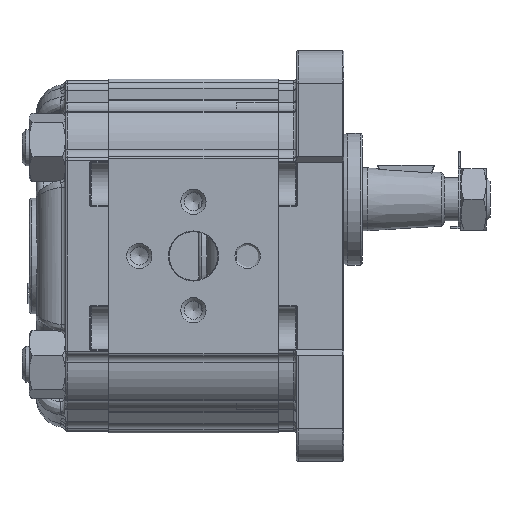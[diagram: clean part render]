
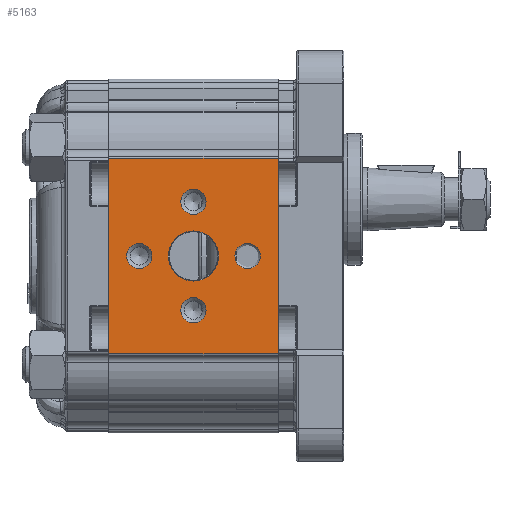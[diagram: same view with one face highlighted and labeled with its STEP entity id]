
A CAD part, left-side view. The second image highlights one B-rep face of the part: STEP entity #5163.
In plain terms, the highlighted planar face has unit normal (-1, 0, 0).
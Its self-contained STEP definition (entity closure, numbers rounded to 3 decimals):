
#5163 = ADVANCED_FACE( '', ( #10836, #10837, #10838, #10839, #10840, #10841 ), #10842, .T. );
#10836 = FACE_BOUND( '', #19244, .T. );
#10837 = FACE_BOUND( '', #19245, .T. );
#10838 = FACE_BOUND( '', #19246, .T. );
#10839 = FACE_BOUND( '', #19247, .T. );
#10840 = FACE_BOUND( '', #19248, .T. );
#10841 = FACE_OUTER_BOUND( '', #19249, .T. );
#10842 = PLANE( '', #19250 );
#19244 = EDGE_LOOP( '', ( #35489 ) );
#19245 = EDGE_LOOP( '', ( #35490 ) );
#19246 = EDGE_LOOP( '', ( #35491 ) );
#19247 = EDGE_LOOP( '', ( #35492 ) );
#19248 = EDGE_LOOP( '', ( #35493 ) );
#19249 = EDGE_LOOP( '', ( #35494, #35495, #35496, #35497 ) );
#19250 = AXIS2_PLACEMENT_3D( '', #35498, #35499, #35500 );
#35489 = ORIENTED_EDGE( '', *, *, #44434, .T. );
#35490 = ORIENTED_EDGE( '', *, *, #41914, .T. );
#35491 = ORIENTED_EDGE( '', *, *, #40971, .T. );
#35492 = ORIENTED_EDGE( '', *, *, #41543, .T. );
#35493 = ORIENTED_EDGE( '', *, *, #40066, .T. );
#35494 = ORIENTED_EDGE( '', *, *, #40398, .F. );
#35495 = ORIENTED_EDGE( '', *, *, #42146, .F. );
#35496 = ORIENTED_EDGE( '', *, *, #44008, .T. );
#35497 = ORIENTED_EDGE( '', *, *, #43115, .T. );
#35498 = CARTESIAN_POINT( '', ( -43., 47., 27.048 ) );
#35499 = DIRECTION( '', ( -1., 0., 0. ) );
#35500 = DIRECTION( '', ( 0., 0., 1. ) );
#40066 = EDGE_CURVE( '', #48218, #48218, #48219, .F. );
#40398 = EDGE_CURVE( '', #48789, #48791, #48792, .T. );
#40971 = EDGE_CURVE( '', #49671, #49671, #49672, .F. );
#41543 = EDGE_CURVE( '', #50534, #50534, #50535, .F. );
#41914 = EDGE_CURVE( '', #51063, #51063, #51064, .F. );
#42146 = EDGE_CURVE( '', #51401, #48789, #51403, .T. );
#43115 = EDGE_CURVE( '', #52679, #48791, #52680, .T. );
#44008 = EDGE_CURVE( '', #51401, #52679, #53731, .T. );
#44434 = EDGE_CURVE( '', #54189, #54189, #54190, .F. );
#48218 = VERTEX_POINT( '', #61214 );
#48219 = CIRCLE( '', #61215, 6.95 );
#48789 = VERTEX_POINT( '', #62246 );
#48791 = VERTEX_POINT( '', #62248 );
#48792 = LINE( '', #62249, #62250 );
#49671 = VERTEX_POINT( '', #64273 );
#49672 = CIRCLE( '', #64274, 3.5 );
#50534 = VERTEX_POINT( '', #66049 );
#50535 = CIRCLE( '', #66050, 3.5 );
#51063 = VERTEX_POINT( '', #66934 );
#51064 = CIRCLE( '', #66935, 3.5 );
#51401 = VERTEX_POINT( '', #67523 );
#51403 = LINE( '', #67525, #67526 );
#52679 = VERTEX_POINT( '', #70116 );
#52680 = LINE( '', #70117, #70118 );
#53731 = LINE( '', #72285, #72286 );
#54189 = VERTEX_POINT( '', #73220 );
#54190 = CIRCLE( '', #73221, 3.5 );
#61214 = CARTESIAN_POINT( '', ( -43., 23.5, 6.95 ) );
#61215 = AXIS2_PLACEMENT_3D( '', #76094, #76095, #76096 );
#62246 = CARTESIAN_POINT( '', ( -43., 0., 27.048 ) );
#62248 = CARTESIAN_POINT( '', ( -43., 0., -27.048 ) );
#62249 = CARTESIAN_POINT( '', ( -43., 0., 27.048 ) );
#62250 = VECTOR( '', #76506, 1000. );
#64273 = CARTESIAN_POINT( '', ( -43., 23.5, -11.5 ) );
#64274 = AXIS2_PLACEMENT_3D( '', #77174, #77175, #77176 );
#66049 = CARTESIAN_POINT( '', ( -43., 23.5, 18.5 ) );
#66050 = AXIS2_PLACEMENT_3D( '', #77803, #77804, #77805 );
#66934 = CARTESIAN_POINT( '', ( -43., 38.5, 3.5 ) );
#66935 = AXIS2_PLACEMENT_3D( '', #78217, #78218, #78219 );
#67523 = CARTESIAN_POINT( '', ( -43., 47., 27.048 ) );
#67525 = CARTESIAN_POINT( '', ( -43., 47., 27.048 ) );
#67526 = VECTOR( '', #78470, 1000. );
#70116 = CARTESIAN_POINT( '', ( -43., 47., -27.048 ) );
#70117 = CARTESIAN_POINT( '', ( -43., 47., -27.048 ) );
#70118 = VECTOR( '', #79462, 1000. );
#72285 = CARTESIAN_POINT( '', ( -43., 47., 27.048 ) );
#72286 = VECTOR( '', #80245, 1000. );
#73220 = CARTESIAN_POINT( '', ( -43., 8.5, 3.5 ) );
#73221 = AXIS2_PLACEMENT_3D( '', #80502, #80503, #80504 );
#76094 = CARTESIAN_POINT( '', ( -43., 23.5, 0. ) );
#76095 = DIRECTION( '', ( -1., 0., 0. ) );
#76096 = DIRECTION( '', ( 0., 0., 1. ) );
#76506 = DIRECTION( '', ( 0., 0., -1. ) );
#77174 = CARTESIAN_POINT( '', ( -43., 23.5, -15. ) );
#77175 = DIRECTION( '', ( -1., 0., 0. ) );
#77176 = DIRECTION( '', ( 0., 0., 1. ) );
#77803 = CARTESIAN_POINT( '', ( -43., 23.5, 15. ) );
#77804 = DIRECTION( '', ( -1., 0., 0. ) );
#77805 = DIRECTION( '', ( 0., 0., 1. ) );
#78217 = CARTESIAN_POINT( '', ( -43., 38.5, 0. ) );
#78218 = DIRECTION( '', ( -1., 0., 0. ) );
#78219 = DIRECTION( '', ( 0., 0., 1. ) );
#78470 = DIRECTION( '', ( 0., -1., 0. ) );
#79462 = DIRECTION( '', ( 0., -1., 0. ) );
#80245 = DIRECTION( '', ( 0., 0., -1. ) );
#80502 = CARTESIAN_POINT( '', ( -43., 8.5, 0. ) );
#80503 = DIRECTION( '', ( -1., 0., 0. ) );
#80504 = DIRECTION( '', ( 0., 0., 1. ) );
